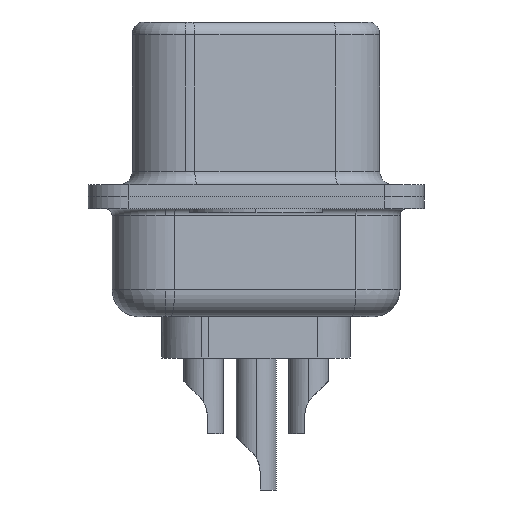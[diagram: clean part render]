
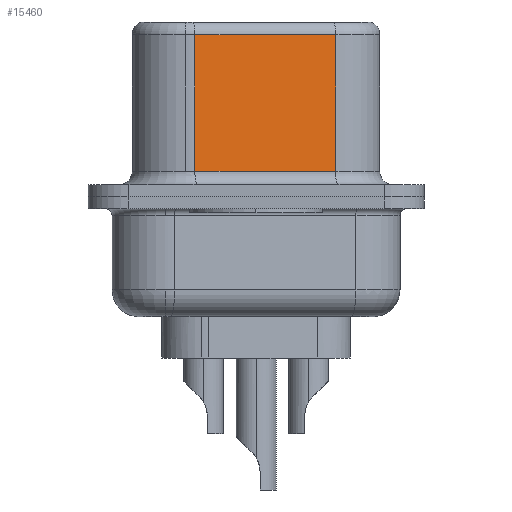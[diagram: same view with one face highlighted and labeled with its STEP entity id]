
A CAD part, left-side view. The second image highlights one B-rep face of the part: STEP entity #15460.
In plain terms, the highlighted planar face has unit normal (-0.985, -0.174, 0).
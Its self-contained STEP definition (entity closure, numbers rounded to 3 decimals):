
#102 = EDGE_CURVE ( 'NONE', #11091, #1314, #11424, .T. ) ;
#313 = EDGE_CURVE ( 'NONE', #7200, #7688, #15256, .T. ) ;
#514 = LINE ( 'NONE', #10374, #11038 ) ;
#1314 = VERTEX_POINT ( 'NONE', #15090 ) ;
#1755 = ORIENTED_EDGE ( 'NONE', *, *, #9898, .T. ) ;
#1871 = PLANE ( 'NONE',  #10098 ) ;
#3167 = ORIENTED_EDGE ( 'NONE', *, *, #102, .F. ) ;
#4214 = VECTOR ( 'NONE', #9127, 1000. ) ;
#5837 = CARTESIAN_POINT ( 'NONE',  ( 3.615, 2.293, 6.07 ) ) ;
#6022 = DIRECTION ( 'NONE',  ( -0.174, 0.985, 0. ) ) ;
#7200 = VERTEX_POINT ( 'NONE', #5837 ) ;
#7349 = CARTESIAN_POINT ( 'NONE',  ( 3.615, 2.293, 6.57 ) ) ;
#7688 = VERTEX_POINT ( 'NONE', #13826 ) ;
#7772 = DIRECTION ( 'NONE',  ( 0., 0., -1. ) ) ;
#7781 = VECTOR ( 'NONE', #9884, 1000. ) ;
#8020 = CARTESIAN_POINT ( 'NONE',  ( 4.546, -2.987, 6.57 ) ) ;
#9127 = DIRECTION ( 'NONE',  ( 0.174, -0.985, 0. ) ) ;
#9884 = DIRECTION ( 'NONE',  ( 0., 0., -1. ) ) ;
#9898 = EDGE_CURVE ( 'NONE', #7688, #1314, #15128, .T. ) ;
#10098 = AXIS2_PLACEMENT_3D ( 'NONE', #14147, #14209, #6022 ) ;
#10374 = CARTESIAN_POINT ( 'NONE',  ( 4.546, -2.987, 6.07 ) ) ;
#11029 = EDGE_CURVE ( 'NONE', #11091, #7200, #514, .T. ) ;
#11038 = VECTOR ( 'NONE', #15818, 1000. ) ;
#11091 = VERTEX_POINT ( 'NONE', #16051 ) ;
#11424 = LINE ( 'NONE', #8020, #7781 ) ;
#11546 = FACE_OUTER_BOUND ( 'NONE', #14521, .T. ) ;
#11624 = VECTOR ( 'NONE', #7772, 1000. ) ;
#13826 = CARTESIAN_POINT ( 'NONE',  ( 3.615, 2.293, 0.95 ) ) ;
#14057 = ORIENTED_EDGE ( 'NONE', *, *, #11029, .T. ) ;
#14147 = CARTESIAN_POINT ( 'NONE',  ( 4.546, -2.987, 6.57 ) ) ;
#14209 = DIRECTION ( 'NONE',  ( 0.985, 0.174, 0. ) ) ;
#14521 = EDGE_LOOP ( 'NONE', ( #3167, #14057, #14997, #1755 ) ) ;
#14997 = ORIENTED_EDGE ( 'NONE', *, *, #313, .T. ) ;
#15090 = CARTESIAN_POINT ( 'NONE',  ( 4.546, -2.987, 0.95 ) ) ;
#15128 = LINE ( 'NONE', #15938, #4214 ) ;
#15256 = LINE ( 'NONE', #7349, #11624 ) ;
#15460 = ADVANCED_FACE ( 'NONE', ( #11546 ), #1871, .F. ) ;
#15818 = DIRECTION ( 'NONE',  ( -0.174, 0.985, 0. ) ) ;
#15938 = CARTESIAN_POINT ( 'NONE',  ( 4.546, -2.987, 0.95 ) ) ;
#16051 = CARTESIAN_POINT ( 'NONE',  ( 4.546, -2.987, 6.07 ) ) ;
